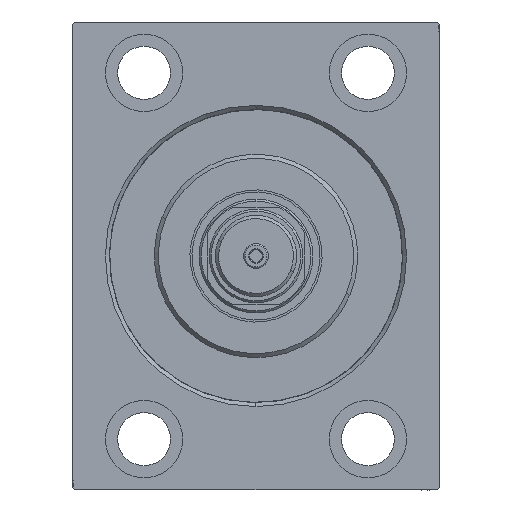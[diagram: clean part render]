
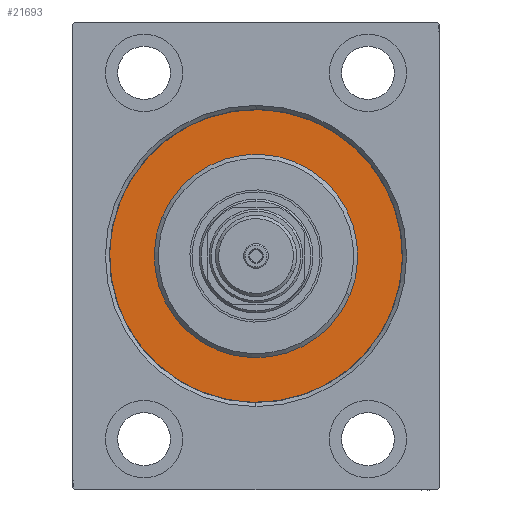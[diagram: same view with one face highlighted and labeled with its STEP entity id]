
A CAD part, left-side view. The second image highlights one B-rep face of the part: STEP entity #21693.
In plain terms, the highlighted face is planar.
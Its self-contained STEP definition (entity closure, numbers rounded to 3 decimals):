
#932 = AXIS2_PLACEMENT_3D ( 'NONE', #25648, #22769, #37338 ) ;
#3869 = EDGE_CURVE ( 'NONE', #27060, #46011, #20450, .T. ) ;
#4536 = EDGE_LOOP ( 'NONE', ( #17514, #25590 ) ) ;
#4855 = DIRECTION ( 'NONE',  ( 0., 0., 1. ) ) ;
#5516 = EDGE_LOOP ( 'NONE', ( #20299, #13968 ) ) ;
#6474 = EDGE_CURVE ( 'NONE', #39566, #28391, #25727, .T. ) ;
#7017 = CARTESIAN_POINT ( 'NONE',  ( 0., 0., 0. ) ) ;
#8549 = CIRCLE ( 'NONE', #932, 25. ) ;
#8757 = CARTESIAN_POINT ( 'NONE',  ( 0., 0., 36. ) ) ;
#8942 = DIRECTION ( 'NONE',  ( 1., 0., 0. ) ) ;
#13968 = ORIENTED_EDGE ( 'NONE', *, *, #28875, .F. ) ;
#15512 = DIRECTION ( 'NONE',  ( -1., 0., 0. ) ) ;
#17366 = CARTESIAN_POINT ( 'NONE',  ( 0., 0., -36. ) ) ;
#17514 = ORIENTED_EDGE ( 'NONE', *, *, #33565, .F. ) ;
#18024 = DIRECTION ( 'NONE',  ( 0., 0., 1. ) ) ;
#18459 = AXIS2_PLACEMENT_3D ( 'NONE', #44852, #15512, #36758 ) ;
#20299 = ORIENTED_EDGE ( 'NONE', *, *, #3869, .F. ) ;
#20450 = CIRCLE ( 'NONE', #32657, 25. ) ;
#20703 = DIRECTION ( 'NONE',  ( -1., 0., 0. ) ) ;
#21693 = ADVANCED_FACE ( 'NONE', ( #37466, #30082 ), #22189, .F. ) ;
#22189 = PLANE ( 'NONE',  #18459 ) ;
#22769 = DIRECTION ( 'NONE',  ( 1., 0., 0. ) ) ;
#22816 = CARTESIAN_POINT ( 'NONE',  ( 0., 0., 0. ) ) ;
#24507 = CARTESIAN_POINT ( 'NONE',  ( 0., 0., 0. ) ) ;
#25590 = ORIENTED_EDGE ( 'NONE', *, *, #6474, .F. ) ;
#25648 = CARTESIAN_POINT ( 'NONE',  ( 0., 0., 0. ) ) ;
#25727 = CIRCLE ( 'NONE', #37931, 36. ) ;
#27060 = VERTEX_POINT ( 'NONE', #30808 ) ;
#28391 = VERTEX_POINT ( 'NONE', #17366 ) ;
#28875 = EDGE_CURVE ( 'NONE', #46011, #27060, #8549, .T. ) ;
#30082 = FACE_OUTER_BOUND ( 'NONE', #4536, .T. ) ;
#30808 = CARTESIAN_POINT ( 'NONE',  ( 0., 0., 25. ) ) ;
#31772 = CARTESIAN_POINT ( 'NONE',  ( 0., 0., -25. ) ) ;
#32657 = AXIS2_PLACEMENT_3D ( 'NONE', #22816, #8942, #45001 ) ;
#32965 = CIRCLE ( 'NONE', #39055, 36. ) ;
#33565 = EDGE_CURVE ( 'NONE', #28391, #39566, #32965, .T. ) ;
#36758 = DIRECTION ( 'NONE',  ( 0., 0., 1. ) ) ;
#37338 = DIRECTION ( 'NONE',  ( 0., 0., -1. ) ) ;
#37466 = FACE_BOUND ( 'NONE', #5516, .T. ) ;
#37931 = AXIS2_PLACEMENT_3D ( 'NONE', #7017, #43549, #18024 ) ;
#39055 = AXIS2_PLACEMENT_3D ( 'NONE', #24507, #20703, #4855 ) ;
#39566 = VERTEX_POINT ( 'NONE', #8757 ) ;
#43549 = DIRECTION ( 'NONE',  ( -1., 0., 0. ) ) ;
#44852 = CARTESIAN_POINT ( 'NONE',  ( 0., 0., 0. ) ) ;
#45001 = DIRECTION ( 'NONE',  ( 0., 0., -1. ) ) ;
#46011 = VERTEX_POINT ( 'NONE', #31772 ) ;
